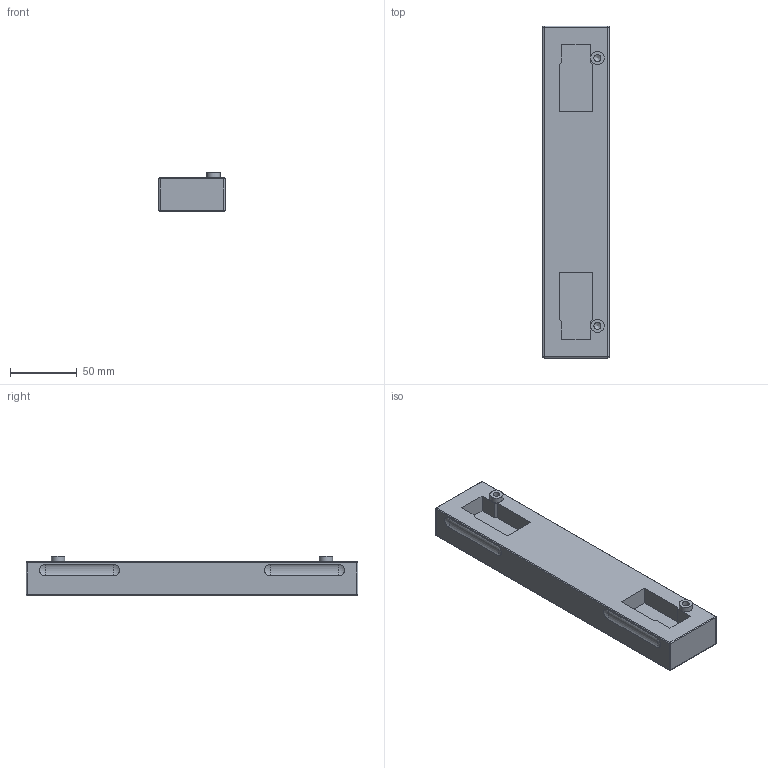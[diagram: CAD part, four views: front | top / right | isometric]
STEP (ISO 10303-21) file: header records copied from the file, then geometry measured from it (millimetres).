
FILE_DESCRIPTION((''),'2;1');
FILE_NAME('080-2625.stp','2015-03-12T09:45:50',('Dayne Stauffer'),(''),'Autodesk Inventor 2013','Autodesk Inventor 2013','');
FILE_SCHEMA(('AUTOMOTIVE_DESIGN { 1 0 10303 214 1 1 1 1 }'));
Length unit declared in the file: millimetre
Products named in the file (1): 080-2625
Bounding box: 49.4 x 248 x 29.5 mm (x, y, z)
Volume: 278470.6 mm3; surface area: 43914.5 mm2
Topology: 1 solids, 1 shells, 64 faces, 144 edges, 82 vertices
Faces by surface type: plane 26, cylinder 20, sphere 16, cone 2
Full cylindrical faces by diameter (mm): 5.2 x2, 10 x2
Entity records: 1687 total; most frequent: DIRECTION 306, CARTESIAN_POINT 273, ORIENTED_EDGE 256, EDGE_CURVE 128, AXIS2_PLACEMENT_3D 113, VERTEX_POINT 80, VECTOR 80, LINE 80
